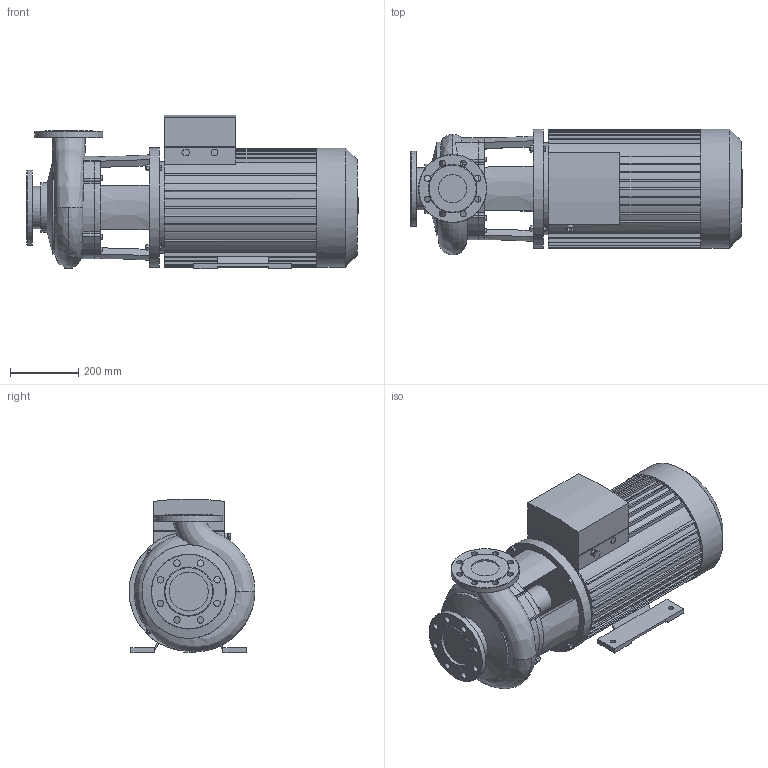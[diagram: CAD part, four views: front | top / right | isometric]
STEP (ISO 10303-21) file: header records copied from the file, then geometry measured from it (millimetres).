
FILE_DESCRIPTION(/* description */ (''),/* implementation_level */ '2;1');
FILE_NAME(/* name */ '3d_BL80_165-22_2-2121179.stp',/* time_stamp */ '2017-11-06T15:08:34+01:00',/* author */ ('Andrzej'),/* organization */ (''),/* preprocessor_version */ 'ST-DEVELOPER v16.13',/* originating_system */ 'AutoCAD Mechanical',/* authorisation */ '');
FILE_SCHEMA (('AUTOMOTIVE_DESIGN { 1 0 10303 214 3 1 1 }'));
Length unit declared in the file: millimetre
Products named in the file (1): Product
Bounding box: 973 x 369 x 451.17 mm (x, y, z)
Volume: 76074307.2 mm3; surface area: 2456049.4 mm2
Topology: 10 solids, 10 shells, 530 faces, 1383 edges, 897 vertices
Faces by surface type: plane 311, cylinder 169, bspline 30, cone 16, torus 4
Full cylindrical faces by diameter (mm): 10 x4, 13 x8, 15 x4, 16 x1, 18 x8, 19 x8, 20 x4, 80 x1, 82.5 x1, 114.3 x1, 124.3 x1, 144.3 x1, 200 x1, 220 x1, 269 x1, 349 x1, 350 x1
Entity records: 20443 total; most frequent: CARTESIAN_POINT 7451, DIRECTION 2663, ORIENTED_EDGE 2626, EDGE_CURVE 1313, AXIS2_PLACEMENT_3D 936, VERTEX_POINT 886, LINE 791, VECTOR 791
